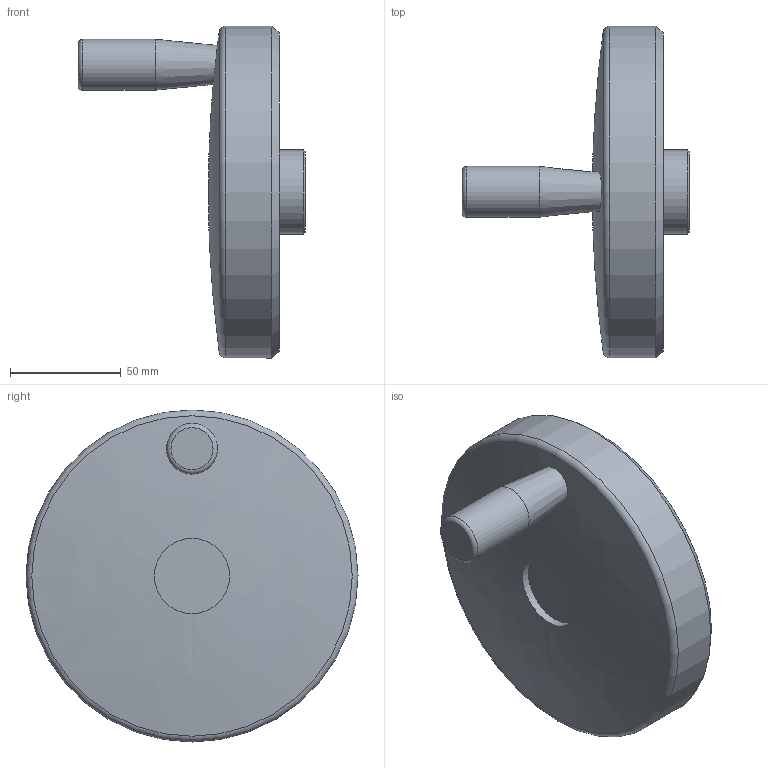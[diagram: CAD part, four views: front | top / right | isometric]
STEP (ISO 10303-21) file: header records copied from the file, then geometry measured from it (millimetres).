
FILE_DESCRIPTION(/* description */ (''),/* implementation_level */ '2;1');
FILE_NAME(/* name */ 'EDH150R.dxf',/* time_stamp */ '2012-11-23T15:41:05+08:00',/* author */ (''),/* organization */ (''),/* preprocessor_version */ 'ST-DEVELOPER v9',/* originating_system */ 'UGS - NX 4.0',/* authorisation */ '');
FILE_SCHEMA (('CONFIG_CONTROL_DESIGN'));
Length unit declared in the file: millimetre
Products named in the file (1): Admi2D48xjz8
Bounding box: 102.75 x 150 x 150 mm (x, y, z)
Volume: 244991.2 mm3; surface area: 67802.5 mm2
Topology: 1 solids, 1 shells, 58 faces, 138 edges, 89 vertices
Faces by surface type: cylinder 40, plane 10, cone 4, bspline 2, torus 2
Full cylindrical faces by diameter (mm): 5.5 x1, 13 x1, 14 x1, 21.5 x1, 23 x1, 26 x1, 34 x1, 38 x1, 150 x1
Entity records: 1764 total; most frequent: CARTESIAN_POINT 393, DIRECTION 286, ORIENTED_EDGE 236, AXIS2_PLACEMENT_3D 127, EDGE_CURVE 118, VERTEX_POINT 86, EDGE_LOOP 82, CIRCLE 70
